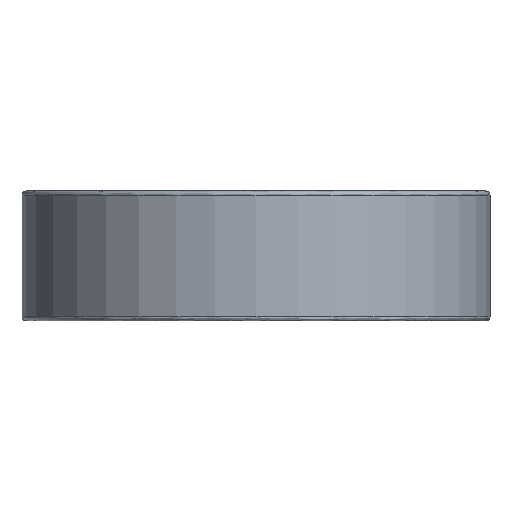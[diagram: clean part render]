
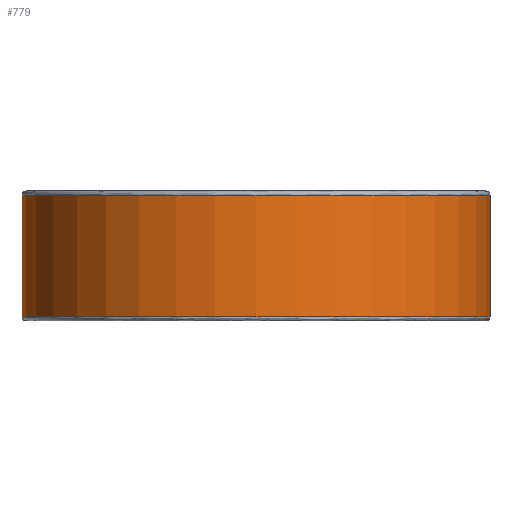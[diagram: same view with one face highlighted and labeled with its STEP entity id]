
A CAD part, front view. The second image highlights one B-rep face of the part: STEP entity #779.
In plain terms, the highlighted cylindrical face has radius 14.287 mm (diameter 28.575 mm), a partial arc.
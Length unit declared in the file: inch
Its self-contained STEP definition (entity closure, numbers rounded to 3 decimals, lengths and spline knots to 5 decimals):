
#34 = CYLINDRICAL_SURFACE ( 'NONE', #742, 0.5625 ) ;
#56 = DIRECTION ( 'NONE',  ( 1., 0., 0. ) ) ;
#67 = VERTEX_POINT ( 'NONE', #474 ) ;
#100 = VERTEX_POINT ( 'NONE', #248 ) ;
#101 = DIRECTION ( 'NONE',  ( 0., 0., 1. ) ) ;
#107 = DIRECTION ( 'NONE',  ( 1., 0., 0. ) ) ;
#111 = CARTESIAN_POINT ( 'NONE',  ( 0., 0., 2.09641 ) ) ;
#125 = CARTESIAN_POINT ( 'NONE',  ( 0.5625, 0., -0.14641 ) ) ;
#139 = DIRECTION ( 'NONE',  ( 0., 0., 1. ) ) ;
#145 = CARTESIAN_POINT ( 'NONE',  ( 0.5625, 0., 2.09641 ) ) ;
#164 = EDGE_CURVE ( 'NONE', #100, #67, #757, .T. ) ;
#209 = LINE ( 'NONE', #145, #828 ) ;
#212 = EDGE_CURVE ( 'NONE', #536, #100, #209, .T. ) ;
#240 = FACE_OUTER_BOUND ( 'NONE', #380, .T. ) ;
#248 = CARTESIAN_POINT ( 'NONE',  ( 0.5625, 0., 0.14641 ) ) ;
#260 = EDGE_CURVE ( 'NONE', #617, #67, #526, .T. ) ;
#262 = DIRECTION ( 'NONE',  ( 0., 0., -1. ) ) ;
#380 = EDGE_LOOP ( 'NONE', ( #875, #832, #690, #700 ) ) ;
#393 = VECTOR ( 'NONE', #489, 39.37008 ) ;
#397 = EDGE_CURVE ( 'NONE', #617, #536, #774, .T. ) ;
#402 = CARTESIAN_POINT ( 'NONE',  ( -0.5625, 0., 2.09641 ) ) ;
#474 = CARTESIAN_POINT ( 'NONE',  ( -0.5625, 0., 0.14641 ) ) ;
#489 = DIRECTION ( 'NONE',  ( 0., 0., 1. ) ) ;
#497 = CARTESIAN_POINT ( 'NONE',  ( 0., 0., -0.14641 ) ) ;
#526 = LINE ( 'NONE', #402, #393 ) ;
#536 = VERTEX_POINT ( 'NONE', #125 ) ;
#617 = VERTEX_POINT ( 'NONE', #677 ) ;
#677 = CARTESIAN_POINT ( 'NONE',  ( -0.5625, 0., -0.14641 ) ) ;
#686 = AXIS2_PLACEMENT_3D ( 'NONE', #497, #101, #107 ) ;
#690 = ORIENTED_EDGE ( 'NONE', *, *, #212, .T. ) ;
#693 = CARTESIAN_POINT ( 'NONE',  ( 0., 0., 0.14641 ) ) ;
#700 = ORIENTED_EDGE ( 'NONE', *, *, #164, .T. ) ;
#718 = DIRECTION ( 'NONE',  ( 1., 0., 0. ) ) ;
#742 = AXIS2_PLACEMENT_3D ( 'NONE', #111, #849, #718 ) ;
#757 = CIRCLE ( 'NONE', #861, 0.5625 ) ;
#774 = CIRCLE ( 'NONE', #686, 0.5625 ) ;
#779 = ADVANCED_FACE ( 'NONE', ( #240 ), #34, .T. ) ;
#828 = VECTOR ( 'NONE', #139, 39.37008 ) ;
#832 = ORIENTED_EDGE ( 'NONE', *, *, #397, .T. ) ;
#849 = DIRECTION ( 'NONE',  ( 0., 0., 1. ) ) ;
#861 = AXIS2_PLACEMENT_3D ( 'NONE', #693, #262, #56 ) ;
#875 = ORIENTED_EDGE ( 'NONE', *, *, #260, .F. ) ;
